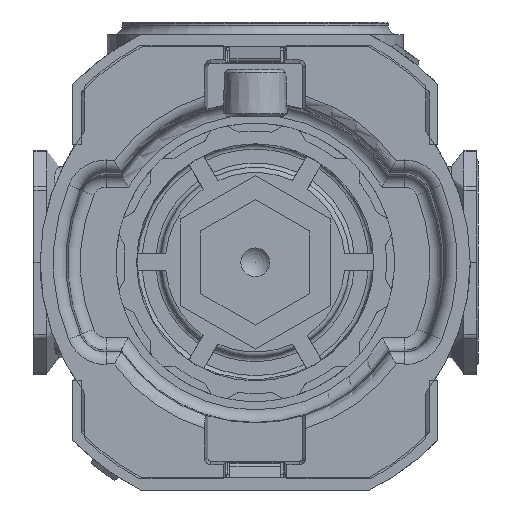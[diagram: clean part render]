
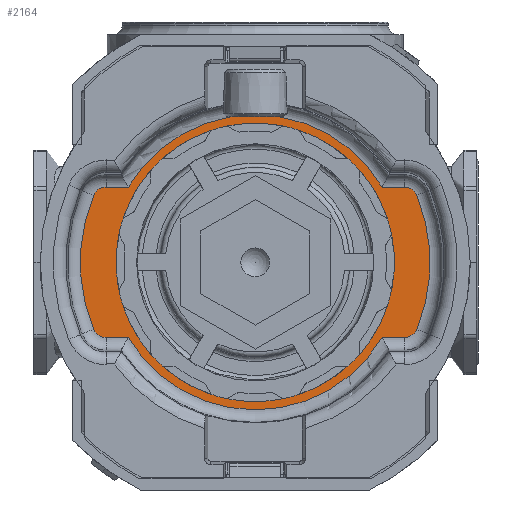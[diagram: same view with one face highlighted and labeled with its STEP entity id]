
A CAD part, front view. The second image highlights one B-rep face of the part: STEP entity #2164.
In plain terms, the highlighted planar face has unit normal (0, -1, 0).
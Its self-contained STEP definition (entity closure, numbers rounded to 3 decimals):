
#2164 = ADVANCED_FACE( '', ( #5241 ), #5242, .T. );
#5241 = FACE_OUTER_BOUND( '', #9438, .T. );
#5242 = PLANE( '', #9439 );
#9438 = EDGE_LOOP( '', ( #15770, #15771, #15772, #15773, #15774, #15775, #15776, #15777, #15778, #15779, #15780, #15781, #15782, #15783, #15784, #15785 ) );
#9439 = AXIS2_PLACEMENT_3D( '', #15786, #15787, #15788 );
#15770 = ORIENTED_EDGE( '', *, *, #25169, .F. );
#15771 = ORIENTED_EDGE( '', *, *, #26129, .T. );
#15772 = ORIENTED_EDGE( '', *, *, #26130, .F. );
#15773 = ORIENTED_EDGE( '', *, *, #26131, .T. );
#15774 = ORIENTED_EDGE( '', *, *, #26132, .T. );
#15775 = ORIENTED_EDGE( '', *, *, #26133, .T. );
#15776 = ORIENTED_EDGE( '', *, *, #26134, .T. );
#15777 = ORIENTED_EDGE( '', *, *, #26135, .F. );
#15778 = ORIENTED_EDGE( '', *, *, #24934, .T. );
#15779 = ORIENTED_EDGE( '', *, *, #26136, .T. );
#15780 = ORIENTED_EDGE( '', *, *, #26137, .T. );
#15781 = ORIENTED_EDGE( '', *, *, #26138, .F. );
#15782 = ORIENTED_EDGE( '', *, *, #26139, .F. );
#15783 = ORIENTED_EDGE( '', *, *, #26140, .F. );
#15784 = ORIENTED_EDGE( '', *, *, #25397, .F. );
#15785 = ORIENTED_EDGE( '', *, *, #26116, .T. );
#15786 = CARTESIAN_POINT( '', ( 0., 12., 0. ) );
#15787 = DIRECTION( '', ( 0., -1., 0. ) );
#15788 = DIRECTION( '', ( 0., 0., -1. ) );
#24934 = EDGE_CURVE( '', #30061, #30059, #30062, .T. );
#25169 = EDGE_CURVE( '', #30466, #30468, #30469, .T. );
#25397 = EDGE_CURVE( '', #30858, #30859, #30860, .T. );
#26116 = EDGE_CURVE( '', #30858, #30468, #32041, .T. );
#26129 = EDGE_CURVE( '', #30466, #32059, #32060, .T. );
#26130 = EDGE_CURVE( '', #32061, #32059, #32062, .T. );
#26131 = EDGE_CURVE( '', #32061, #32063, #32064, .T. );
#26132 = EDGE_CURVE( '', #32063, #32065, #32066, .T. );
#26133 = EDGE_CURVE( '', #32065, #32067, #32068, .T. );
#26134 = EDGE_CURVE( '', #32067, #32069, #32070, .T. );
#26135 = EDGE_CURVE( '', #30061, #32069, #32071, .T. );
#26136 = EDGE_CURVE( '', #30059, #32072, #32073, .T. );
#26137 = EDGE_CURVE( '', #32072, #32074, #32075, .T. );
#26138 = EDGE_CURVE( '', #32076, #32074, #32077, .T. );
#26139 = EDGE_CURVE( '', #32078, #32076, #32079, .T. );
#26140 = EDGE_CURVE( '', #30859, #32078, #32080, .T. );
#30059 = VERTEX_POINT( '', #37568 );
#30061 = VERTEX_POINT( '', #37583 );
#30062 = LINE( '', #37584, #37585 );
#30466 = VERTEX_POINT( '', #38190 );
#30468 = VERTEX_POINT( '', #38205 );
#30469 = LINE( '', #38206, #38207 );
#30858 = VERTEX_POINT( '', #38838 );
#30859 = VERTEX_POINT( '', #38839 );
#30860 = CIRCLE( '', #38840, 2.15 );
#32041 = LINE( '', #41056, #41057 );
#32059 = VERTEX_POINT( '', #41080 );
#32060 = CIRCLE( '', #41081, 23.325 );
#32061 = VERTEX_POINT( '', #41082 );
#32062 = LINE( '', #41083, #41084 );
#32063 = VERTEX_POINT( '', #41085 );
#32064 = LINE( '', #41086, #41087 );
#32065 = VERTEX_POINT( '', #41088 );
#32066 = CIRCLE( '', #41089, 2.15 );
#32067 = VERTEX_POINT( '', #41090 );
#32068 = CIRCLE( '', #41091, 27.65 );
#32069 = VERTEX_POINT( '', #41092 );
#32070 = CIRCLE( '', #41093, 2.15 );
#32071 = LINE( '', #41094, #41095 );
#32072 = VERTEX_POINT( '', #41096 );
#32073 = CIRCLE( '', #41097, 23.325 );
#32074 = VERTEX_POINT( '', #41098 );
#32075 = LINE( '', #41099, #41100 );
#32076 = VERTEX_POINT( '', #41101 );
#32077 = LINE( '', #41102, #41103 );
#32078 = VERTEX_POINT( '', #41104 );
#32079 = CIRCLE( '', #41105, 2.15 );
#32080 = CIRCLE( '', #41106, 27.65 );
#37568 = CARTESIAN_POINT( '', ( 20.067, 12., 11.89 ) );
#37583 = CARTESIAN_POINT( '', ( 23.559, 12., 11.89 ) );
#37584 = CARTESIAN_POINT( '', ( 23.559, 12., 11.89 ) );
#37585 = VECTOR( '', #48125, 1000. );
#38190 = CARTESIAN_POINT( '', ( -20.067, 12., -11.89 ) );
#38205 = CARTESIAN_POINT( '', ( -23.559, 12., -11.89 ) );
#38206 = CARTESIAN_POINT( '', ( 23.559, 12., -11.89 ) );
#38207 = VECTOR( '', #48466, 1000. );
#38838 = CARTESIAN_POINT( '', ( -23.559, 12., -11.908 ) );
#38839 = CARTESIAN_POINT( '', ( -25.545, 12., -10.581 ) );
#38840 = AXIS2_PLACEMENT_3D( '', #48763, #48764, #48765 );
#41056 = CARTESIAN_POINT( '', ( -23.559, 12., -11.908 ) );
#41057 = VECTOR( '', #49694, 1000. );
#41080 = CARTESIAN_POINT( '', ( 20.067, 12., -11.89 ) );
#41081 = AXIS2_PLACEMENT_3D( '', #49709, #49710, #49711 );
#41082 = CARTESIAN_POINT( '', ( 23.559, 12., -11.89 ) );
#41083 = CARTESIAN_POINT( '', ( 23.559, 12., -11.89 ) );
#41084 = VECTOR( '', #49712, 1000. );
#41085 = CARTESIAN_POINT( '', ( 23.559, 12., -11.908 ) );
#41086 = CARTESIAN_POINT( '', ( 23.559, 12., -9.758 ) );
#41087 = VECTOR( '', #49713, 1000. );
#41088 = CARTESIAN_POINT( '', ( 25.545, 12., -10.581 ) );
#41089 = AXIS2_PLACEMENT_3D( '', #49714, #49715, #49716 );
#41090 = CARTESIAN_POINT( '', ( 25.545, 12., 10.581 ) );
#41091 = AXIS2_PLACEMENT_3D( '', #49717, #49718, #49719 );
#41092 = CARTESIAN_POINT( '', ( 23.559, 12., 11.908 ) );
#41093 = AXIS2_PLACEMENT_3D( '', #49720, #49721, #49722 );
#41094 = CARTESIAN_POINT( '', ( 23.559, 12., 9.758 ) );
#41095 = VECTOR( '', #49723, 1000. );
#41096 = CARTESIAN_POINT( '', ( -20.067, 12., 11.89 ) );
#41097 = AXIS2_PLACEMENT_3D( '', #49724, #49725, #49726 );
#41098 = CARTESIAN_POINT( '', ( -23.559, 12., 11.89 ) );
#41099 = CARTESIAN_POINT( '', ( 23.559, 12., 11.89 ) );
#41100 = VECTOR( '', #49727, 1000. );
#41101 = CARTESIAN_POINT( '', ( -23.559, 12., 11.908 ) );
#41102 = CARTESIAN_POINT( '', ( -23.559, 12., 11.908 ) );
#41103 = VECTOR( '', #49728, 1000. );
#41104 = CARTESIAN_POINT( '', ( -25.545, 12., 10.581 ) );
#41105 = AXIS2_PLACEMENT_3D( '', #49729, #49730, #49731 );
#41106 = AXIS2_PLACEMENT_3D( '', #49732, #49733, #49734 );
#48125 = DIRECTION( '', ( -1., 0., 0. ) );
#48466 = DIRECTION( '', ( -1., 0., 0. ) );
#48763 = CARTESIAN_POINT( '', ( -23.559, 12., -9.758 ) );
#48764 = DIRECTION( '', ( 0., 1., 0. ) );
#48765 = DIRECTION( '', ( 0., 0., 1. ) );
#49694 = DIRECTION( '', ( 0., 0., 1. ) );
#49709 = CARTESIAN_POINT( '', ( 0., 12., 0. ) );
#49710 = DIRECTION( '', ( 0., -1., 0. ) );
#49711 = DIRECTION( '', ( 0., 0., -1. ) );
#49712 = DIRECTION( '', ( -1., 0., 0. ) );
#49713 = DIRECTION( '', ( 0., 0., -1. ) );
#49714 = CARTESIAN_POINT( '', ( 23.559, 12., -9.758 ) );
#49715 = DIRECTION( '', ( 0., -1., 0. ) );
#49716 = DIRECTION( '', ( 0., 0., -1. ) );
#49717 = CARTESIAN_POINT( '', ( 0., 12., 0. ) );
#49718 = DIRECTION( '', ( 0., -1., 0. ) );
#49719 = DIRECTION( '', ( 0., 0., -1. ) );
#49720 = CARTESIAN_POINT( '', ( 23.559, 12., 9.758 ) );
#49721 = DIRECTION( '', ( 0., -1., 0. ) );
#49722 = DIRECTION( '', ( 0., 0., -1. ) );
#49723 = DIRECTION( '', ( 0., 0., 1. ) );
#49724 = CARTESIAN_POINT( '', ( 0., 12., 0. ) );
#49725 = DIRECTION( '', ( 0., -1., 0. ) );
#49726 = DIRECTION( '', ( 0., 0., -1. ) );
#49727 = DIRECTION( '', ( -1., 0., 0. ) );
#49728 = DIRECTION( '', ( 0., 0., -1. ) );
#49729 = CARTESIAN_POINT( '', ( -23.559, 12., 9.758 ) );
#49730 = DIRECTION( '', ( 0., 1., 0. ) );
#49731 = DIRECTION( '', ( 0., 0., 1. ) );
#49732 = CARTESIAN_POINT( '', ( 0., 12., 0. ) );
#49733 = DIRECTION( '', ( 0., 1., 0. ) );
#49734 = DIRECTION( '', ( 0., 0., 1. ) );
